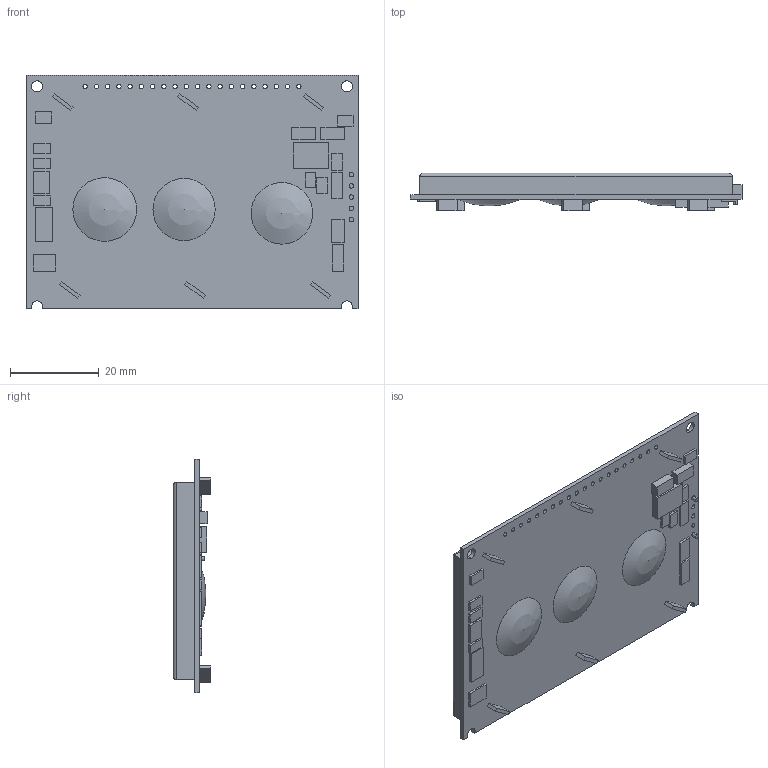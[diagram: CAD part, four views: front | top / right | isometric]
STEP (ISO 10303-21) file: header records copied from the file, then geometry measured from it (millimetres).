
FILE_DESCRIPTION (( 'STEP AP214' ), '1' );
FILE_NAME ('46CC3A85-01D2-48DF-8B52-1A0A0F8BD692.STEP', '2008-06-01T14:22:55', ( 'sysAdmin' ), ( 'SolidWorks' ), 'SwSTEP 2.0', 'SolidWorks 2008', '' );
FILE_SCHEMA (( 'AUTOMOTIVE_DESIGN' ));
Length unit declared in the file: millimetre
Products named in the file (1): 46CC3A85-01D2-48DF-8B52-1A0A0F8BD692
Bounding box: 75 x 8.5 x 52.7 mm (x, y, z)
Volume: 18773.2 mm3; surface area: 9907.7 mm2
Topology: 3 solids, 3 shells, 292 faces, 710 edges, 474 vertices
Faces by surface type: plane 175, cylinder 114, sphere 3
Entity records: 10649 total; most frequent: DIRECTION 1511, CARTESIAN_POINT 1474, ORIENTED_EDGE 1402, EDGE_CURVE 701, AXIS2_PLACEMENT_3D 521, VECTOR 469, LINE 469, VERTEX_POINT 468
